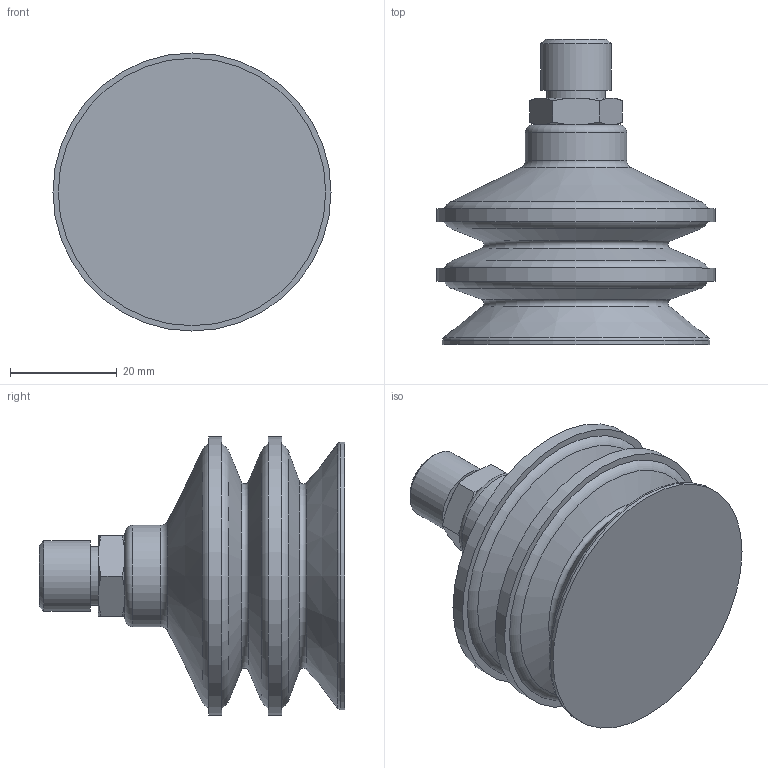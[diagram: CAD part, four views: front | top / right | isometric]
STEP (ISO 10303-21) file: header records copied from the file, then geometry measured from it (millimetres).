
FILE_DESCRIPTION(/* description */ (''),/* implementation_level */ '2;1');
FILE_NAME(/* name */ '3D_vf52sb+rac7r1-4m.stp',/* time_stamp */ '2020-03-25T10:42:42+01:00',/* author */ ('lmacia'),/* organization */ (''),/* preprocessor_version */ 'ST-DEVELOPER v17',/* originating_system */ 'Autodesk Inventor 2019',/* authorisation */ '');
FILE_SCHEMA (('AUTOMOTIVE_DESIGN { 1 0 10303 214 3 1 1 }'));
Length unit declared in the file: millimetre
Products named in the file (1): 3D_vf52+rac7r1-4m
Bounding box: 52 x 57.08 x 52 mm (x, y, z)
Volume: 52783.4 mm3; surface area: 12088.5 mm2
Topology: 1 solids, 1 shells, 51 faces, 137 edges, 96 vertices
Faces by surface type: cone 19, plane 16, torus 9, cylinder 7
Full cylindrical faces by diameter (mm): 6 x1, 11 x1, 13.157 x1, 19 x1, 50 x1, 52 x2
Entity records: 1763 total; most frequent: CARTESIAN_POINT 333, DIRECTION 310, ORIENTED_EDGE 274, AXIS2_PLACEMENT_3D 145, EDGE_CURVE 137, VERTEX_POINT 96, CIRCLE 93, EDGE_LOOP 59
